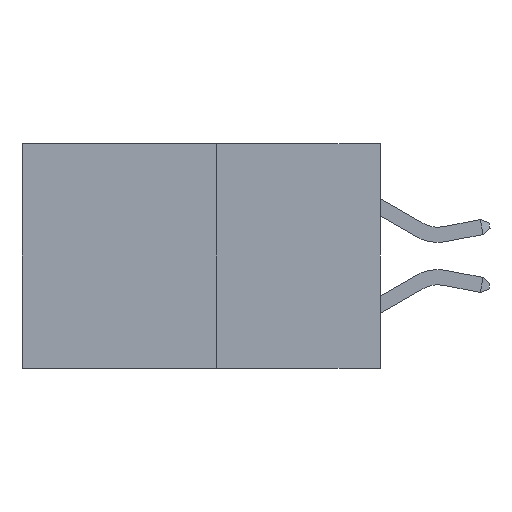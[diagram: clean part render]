
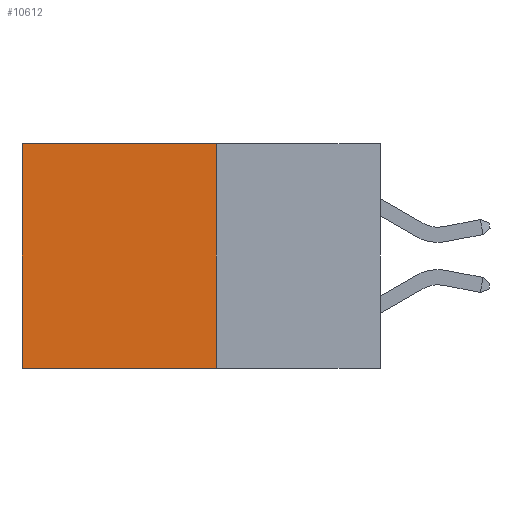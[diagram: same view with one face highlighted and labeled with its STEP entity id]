
A CAD part, left-side view. The second image highlights one B-rep face of the part: STEP entity #10612.
In plain terms, the highlighted planar face has unit normal (-1, 0, 0).
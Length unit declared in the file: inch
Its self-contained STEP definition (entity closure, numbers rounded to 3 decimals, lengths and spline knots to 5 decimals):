
#1059 = DIRECTION ( 'NONE',  ( 0., 0., -1. ) ) ;
#1723 = CARTESIAN_POINT ( 'NONE',  ( 0.277, 0.59, -0.37 ) ) ;
#2018 = VECTOR ( 'NONE', #2918, 39.37008 ) ;
#2181 = DIRECTION ( 'NONE',  ( 0., 1., 0. ) ) ;
#2371 = LINE ( 'NONE', #10093, #2018 ) ;
#2588 = VECTOR ( 'NONE', #4299, 39.37008 ) ;
#2918 = DIRECTION ( 'NONE',  ( 0., 1., 0. ) ) ;
#3214 = CARTESIAN_POINT ( 'NONE',  ( 0.277, 0.27, -0.37 ) ) ;
#3735 = ORIENTED_EDGE ( 'NONE', *, *, #6333, .T. ) ;
#3745 = ORIENTED_EDGE ( 'NONE', *, *, #9622, .F. ) ;
#3839 = ORIENTED_EDGE ( 'NONE', *, *, #7193, .F. ) ;
#3869 = ORIENTED_EDGE ( 'NONE', *, *, #13381, .T. ) ;
#4132 = LINE ( 'NONE', #1723, #9575 ) ;
#4299 = DIRECTION ( 'NONE',  ( 0., 0., -1. ) ) ;
#5336 = CARTESIAN_POINT ( 'NONE',  ( 0.277, 0.27, -0.37 ) ) ;
#6333 = EDGE_CURVE ( 'NONE', #10924, #7065, #4132, .T. ) ;
#6979 = VERTEX_POINT ( 'NONE', #11765 ) ;
#7065 = VERTEX_POINT ( 'NONE', #11968 ) ;
#7151 = AXIS2_PLACEMENT_3D ( 'NONE', #13330, #7447, #1059 ) ;
#7193 = EDGE_CURVE ( 'NONE', #6979, #12865, #10786, .T. ) ;
#7447 = DIRECTION ( 'NONE',  ( 1., 0., 0. ) ) ;
#7448 = CARTESIAN_POINT ( 'NONE',  ( 0.277, 0.27, -0.37 ) ) ;
#9575 = VECTOR ( 'NONE', #11951, 39.37008 ) ;
#9622 = EDGE_CURVE ( 'NONE', #12865, #7065, #11671, .T. ) ;
#9666 = VECTOR ( 'NONE', #2181, 39.37008 ) ;
#10093 = CARTESIAN_POINT ( 'NONE',  ( 0.277, 0.27, 0. ) ) ;
#10197 = EDGE_LOOP ( 'NONE', ( #3735, #3745, #3839, #3869 ) ) ;
#10612 = ADVANCED_FACE ( 'NONE', ( #11192 ), #11367, .F. ) ;
#10786 = LINE ( 'NONE', #3214, #2588 ) ;
#10924 = VERTEX_POINT ( 'NONE', #12723 ) ;
#11192 = FACE_OUTER_BOUND ( 'NONE', #10197, .T. ) ;
#11367 = PLANE ( 'NONE',  #7151 ) ;
#11671 = LINE ( 'NONE', #7448, #9666 ) ;
#11765 = CARTESIAN_POINT ( 'NONE',  ( 0.277, 0.27, 0. ) ) ;
#11951 = DIRECTION ( 'NONE',  ( 0., 0., -1. ) ) ;
#11968 = CARTESIAN_POINT ( 'NONE',  ( 0.277, 0.59, -0.37 ) ) ;
#12723 = CARTESIAN_POINT ( 'NONE',  ( 0.277, 0.59, 0. ) ) ;
#12865 = VERTEX_POINT ( 'NONE', #5336 ) ;
#13330 = CARTESIAN_POINT ( 'NONE',  ( 0.277, 0.27, -0.37 ) ) ;
#13381 = EDGE_CURVE ( 'NONE', #6979, #10924, #2371, .T. ) ;
